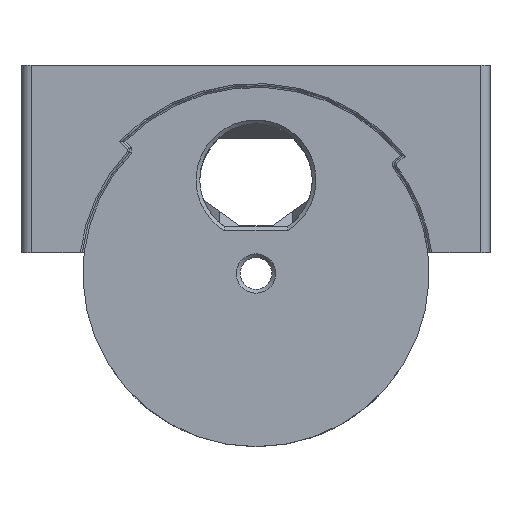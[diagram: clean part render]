
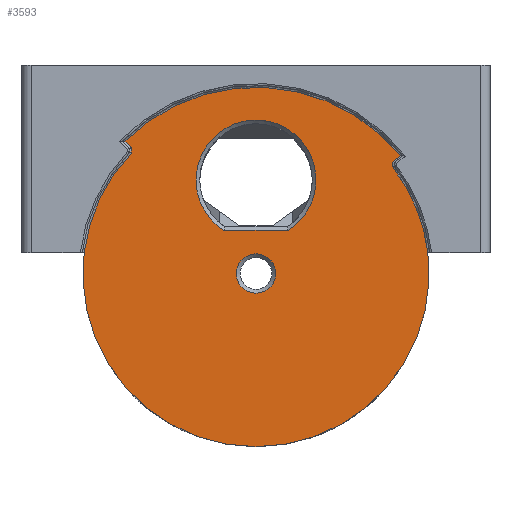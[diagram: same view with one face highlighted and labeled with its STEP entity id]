
A CAD part, top view. The second image highlights one B-rep face of the part: STEP entity #3593.
In plain terms, the highlighted planar face has unit normal (0, 0, 1).
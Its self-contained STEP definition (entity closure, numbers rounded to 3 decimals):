
#93=FACE_BOUND('',#727,.T.);
#94=FACE_BOUND('',#728,.T.);
#199=B_SPLINE_CURVE_WITH_KNOTS('',3,(#7926,#7927,#7928,#7929,#7930,#7931,
#7932,#7933,#7934,#7935,#7936,#7937,#7938,#7939,#7940,#7941,#7942,#7943,
#7944,#7945,#7946,#7947,#7948,#7949,#7950,#7951,#7952,#7953,#7954,#7955,
#7956,#7957,#7958,#7959,#7960,#7961,#7962,#7963,#7964,#7965,#7966,#7967),
 .UNSPECIFIED.,.F.,.F.,(4,2,2,2,2,1,1,2,1,2,2,2,2,2,2,2,2,2,2,1,1,1,2,4),
(-15.103,-15.002,-13.319,-11.741,
-10.252,-9.027,-8.21,-6.986,
-5.883,-4.781,-3.407,-3.29,
-2.431,-2.254,-1.832,-1.209,
-0.808,-0.551,-0.254,-0.127,
-0.064,-0.032,0.,0.012),
 .UNSPECIFIED.);
#291=CIRCLE('',#3844,2.1);
#292=CIRCLE('',#3846,18.5);
#293=CIRCLE('',#3847,18.5);
#294=CIRCLE('',#3848,18.5);
#295=CIRCLE('',#3849,19.9);
#521=FACE_OUTER_BOUND('',#726,.T.);
#726=EDGE_LOOP('',(#3183,#3184,#3185,#3186,#3187,#3188,#3189,#3190));
#727=EDGE_LOOP('',(#3191,#3192));
#728=EDGE_LOOP('',(#3193));
#1056=LINE('',#7916,#1375);
#1057=LINE('',#7918,#1376);
#1058=LINE('',#7922,#1377);
#1059=LINE('',#7923,#1378);
#1060=LINE('',#7968,#1379);
#1375=VECTOR('',#4622,10.);
#1376=VECTOR('',#4623,10.);
#1377=VECTOR('',#4626,10.);
#1378=VECTOR('',#4627,10.);
#1379=VECTOR('',#4628,10.);
#1416=VERTEX_POINT('',#4721);
#1547=VERTEX_POINT('',#5403);
#1727=VERTEX_POINT('',#7906);
#1728=VERTEX_POINT('',#7910);
#1729=VERTEX_POINT('',#7913);
#1730=VERTEX_POINT('',#7915);
#1731=VERTEX_POINT('',#7917);
#1732=VERTEX_POINT('',#7919);
#1733=VERTEX_POINT('',#7921);
#1734=VERTEX_POINT('',#7924);
#1735=VERTEX_POINT('',#7925);
#2237=EDGE_CURVE('',#1727,#1727,#291,.T.);
#2238=EDGE_CURVE('',#1416,#1728,#292,.T.);
#2239=EDGE_CURVE('',#1547,#1416,#293,.T.);
#2240=EDGE_CURVE('',#1729,#1547,#294,.T.);
#2241=EDGE_CURVE('',#1730,#1729,#1056,.T.);
#2242=EDGE_CURVE('',#1731,#1730,#1057,.T.);
#2243=EDGE_CURVE('',#1732,#1731,#295,.T.);
#2244=EDGE_CURVE('',#1733,#1732,#1058,.T.);
#2245=EDGE_CURVE('',#1728,#1733,#1059,.T.);
#2246=EDGE_CURVE('',#1734,#1735,#199,.T.);
#2247=EDGE_CURVE('',#1735,#1734,#1060,.T.);
#3183=ORIENTED_EDGE('',*,*,#2238,.F.);
#3184=ORIENTED_EDGE('',*,*,#2239,.F.);
#3185=ORIENTED_EDGE('',*,*,#2240,.F.);
#3186=ORIENTED_EDGE('',*,*,#2241,.F.);
#3187=ORIENTED_EDGE('',*,*,#2242,.F.);
#3188=ORIENTED_EDGE('',*,*,#2243,.F.);
#3189=ORIENTED_EDGE('',*,*,#2244,.F.);
#3190=ORIENTED_EDGE('',*,*,#2245,.F.);
#3191=ORIENTED_EDGE('',*,*,#2246,.F.);
#3192=ORIENTED_EDGE('',*,*,#2247,.F.);
#3193=ORIENTED_EDGE('',*,*,#2237,.F.);
#3407=PLANE('',#3845);
#3593=ADVANCED_FACE('',(#521,#93,#94),#3407,.F.);
#3844=AXIS2_PLACEMENT_3D('',#7908,#4612,#4613);
#3845=AXIS2_PLACEMENT_3D('',#7909,#4614,#4615);
#3846=AXIS2_PLACEMENT_3D('',#7911,#4616,#4617);
#3847=AXIS2_PLACEMENT_3D('',#7912,#4618,#4619);
#3848=AXIS2_PLACEMENT_3D('',#7914,#4620,#4621);
#3849=AXIS2_PLACEMENT_3D('',#7920,#4624,#4625);
#4612=DIRECTION('center_axis',(0.,0.,
1.));
#4613=DIRECTION('ref_axis',(-1.,0.,0.));
#4614=DIRECTION('center_axis',(0.,0.,
-1.));
#4615=DIRECTION('ref_axis',(-1.,0.,0.));
#4616=DIRECTION('center_axis',(0.,0.,
-1.));
#4617=DIRECTION('ref_axis',(-0.904,0.428,0.));
#4618=DIRECTION('center_axis',(0.,0.,-1.));
#4619=DIRECTION('ref_axis',(-1.,0.,0.));
#4620=DIRECTION('center_axis',(0.,0.,
-1.));
#4621=DIRECTION('ref_axis',(0.925,0.38,0.));
#4622=DIRECTION('',(-0.111,-0.994,0.));
#4623=DIRECTION('',(-0.777,-0.629,0.));
#4624=DIRECTION('center_axis',(0.,0.,
-1.));
#4625=DIRECTION('ref_axis',(0.052,0.999,0.));
#4626=DIRECTION('',(-0.707,0.707,0.));
#4627=DIRECTION('',(-0.007,1.,0.));
#4628=DIRECTION('',(1.,0.,0.));
#4721=CARTESIAN_POINT('',(-18.363,2.25,-20.));
#5403=CARTESIAN_POINT('',(18.363,2.25,-20.));
#7906=CARTESIAN_POINT('',(2.1,0.,-20.));
#7908=CARTESIAN_POINT('Origin',(0.,0.,
-20.));
#7909=CARTESIAN_POINT('Origin',(0.,0.,-20.));
#7910=CARTESIAN_POINT('',(-13.302,12.857,-20.));
#7911=CARTESIAN_POINT('Origin',(0.,0.,
-20.));
#7912=CARTESIAN_POINT('Origin',(0.,0.,-20.));
#7913=CARTESIAN_POINT('',(14.573,11.396,-20.));
#7914=CARTESIAN_POINT('Origin',(0.,0.,
-20.));
#7915=CARTESIAN_POINT('',(14.639,11.983,-20.));
#7916=CARTESIAN_POINT('',(13.87,5.11,-20.));
#7917=CARTESIAN_POINT('',(15.402,12.601,-20.));
#7918=CARTESIAN_POINT('',(7.709,6.371,-20.));
#7919=CARTESIAN_POINT('',(-14.001,14.142,-20.));
#7920=CARTESIAN_POINT('Origin',(0.,0.,
-20.));
#7921=CARTESIAN_POINT('',(-13.306,13.448,-20.));
#7922=CARTESIAN_POINT('',(-6.47,6.611,-20.));
#7923=CARTESIAN_POINT('',(-13.26,6.532,-20.));
#7924=CARTESIAN_POINT('',(3.437,4.6,-20.));
#7925=CARTESIAN_POINT('',(-3.437,4.6,-20.));
#7926=CARTESIAN_POINT('Ctrl Pts',(3.437,4.6,-20.));
#7927=CARTESIAN_POINT('Ctrl Pts',(3.471,4.622,-20.));
#7928=CARTESIAN_POINT('Ctrl Pts',(3.503,4.644,-20.));
#7929=CARTESIAN_POINT('Ctrl Pts',(4.133,5.061,-20.));
#7930=CARTESIAN_POINT('Ctrl Pts',(4.665,5.561,-20.));
#7931=CARTESIAN_POINT('Ctrl Pts',(5.501,6.66,-20.));
#7932=CARTESIAN_POINT('Ctrl Pts',(5.821,7.262,-20.));
#7933=CARTESIAN_POINT('Ctrl Pts',(6.25,8.476,-20.));
#7934=CARTESIAN_POINT('Ctrl Pts',(6.368,9.128,-20.));
#7935=CARTESIAN_POINT('Ctrl Pts',(6.416,10.208,-20.));
#7936=CARTESIAN_POINT('Ctrl Pts',(6.35,10.977,-20.));
#7937=CARTESIAN_POINT('Ctrl Pts',(6.111,11.977,-20.));
#7938=CARTESIAN_POINT('Ctrl Pts',(5.849,12.643,-20.));
#7939=CARTESIAN_POINT('Ctrl Pts',(5.424,13.42,-20.));
#7940=CARTESIAN_POINT('Ctrl Pts',(4.958,14.132,-20.));
#7941=CARTESIAN_POINT('Ctrl Pts',(4.143,14.918,-20.));
#7942=CARTESIAN_POINT('Ctrl Pts',(2.991,15.71,-20.));
#7943=CARTESIAN_POINT('Ctrl Pts',(2.184,16.093,-20.));
#7944=CARTESIAN_POINT('Ctrl Pts',(1.15,16.296,-20.));
#7945=CARTESIAN_POINT('Ctrl Pts',(1.068,16.311,-20.));
#7946=CARTESIAN_POINT('Ctrl Pts',(0.375,16.418,-20.));
#7947=CARTESIAN_POINT('Ctrl Pts',(-0.31,16.435,-20.));
#7948=CARTESIAN_POINT('Ctrl Pts',(-1.187,16.291,-20.));
#7949=CARTESIAN_POINT('Ctrl Pts',(-1.338,16.26,-20.));
#7950=CARTESIAN_POINT('Ctrl Pts',(-1.855,16.136,-20.));
#7951=CARTESIAN_POINT('Ctrl Pts',(-2.355,15.984,-20.));
#7952=CARTESIAN_POINT('Ctrl Pts',(-3.745,15.275,-20.));
#7953=CARTESIAN_POINT('Ctrl Pts',(-4.708,14.532,-20.));
#7954=CARTESIAN_POINT('Ctrl Pts',(-5.86,12.707,-20.));
#7955=CARTESIAN_POINT('Ctrl Pts',(-6.169,11.906,-20.));
#7956=CARTESIAN_POINT('Ctrl Pts',(-6.402,10.527,-20.));
#7957=CARTESIAN_POINT('Ctrl Pts',(-6.438,9.886,-20.));
#7958=CARTESIAN_POINT('Ctrl Pts',(-6.243,8.375,-20.));
#7959=CARTESIAN_POINT('Ctrl Pts',(-5.969,7.471,-20.));
#7960=CARTESIAN_POINT('Ctrl Pts',(-5.177,6.211,-20.));
#7961=CARTESIAN_POINT('Ctrl Pts',(-4.754,5.674,-20.));
#7962=CARTESIAN_POINT('Ctrl Pts',(-4.17,5.137,-20.));
#7963=CARTESIAN_POINT('Ctrl Pts',(-3.816,4.858,-20.));
#7964=CARTESIAN_POINT('Ctrl Pts',(-3.628,4.726,-20.));
#7965=CARTESIAN_POINT('Ctrl Pts',(-3.504,4.644,-20.));
#7966=CARTESIAN_POINT('Ctrl Pts',(-3.471,4.622,-20.));
#7967=CARTESIAN_POINT('Ctrl Pts',(-3.437,4.6,-20.));
#7968=CARTESIAN_POINT('',(1.658,4.6,-20.));
